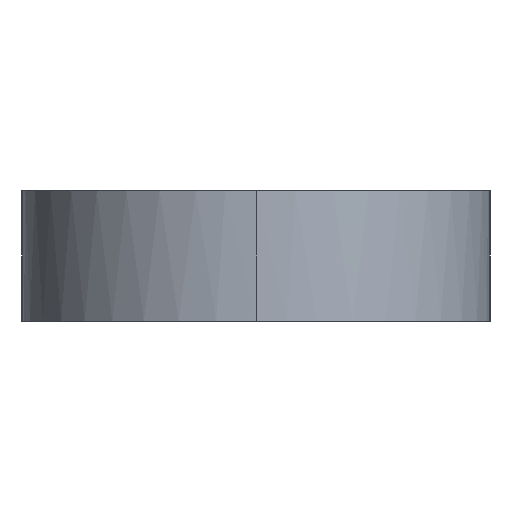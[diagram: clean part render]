
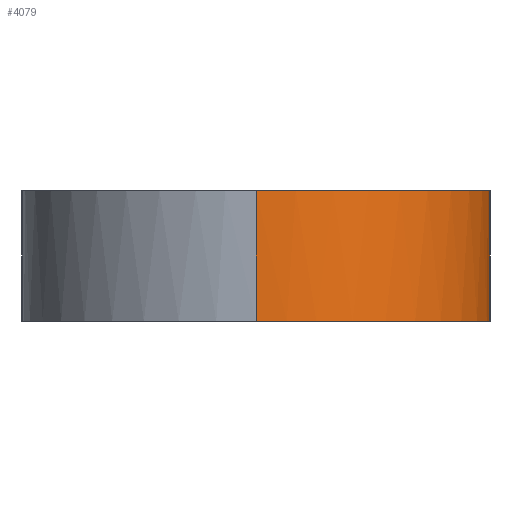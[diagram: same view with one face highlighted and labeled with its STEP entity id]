
A CAD part, left-side view. The second image highlights one B-rep face of the part: STEP entity #4079.
In plain terms, the highlighted free-form (B-spline) face has degree [3, 1] with [4, 2] control points.
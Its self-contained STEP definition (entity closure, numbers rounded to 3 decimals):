
#414=FACE_OUTER_BOUND('',#671,.T.);
#671=EDGE_LOOP('',(#3689,#3690,#3691,#3692));
#1029=LINE('',#10694,#1387);
#1030=LINE('',#10708,#1388);
#1387=VECTOR('',#4877,10.);
#1388=VECTOR('',#4878,10.);
#1597=B_SPLINE_CURVE_WITH_KNOTS('',3,(#10591,#10592,#10593,#10594),
 .UNSPECIFIED.,.F.,.F.,(4,4),(-14.,-13.),.UNSPECIFIED.);
#1603=B_SPLINE_CURVE_WITH_KNOTS('',3,(#10704,#10705,#10706,#10707),
 .UNSPECIFIED.,.F.,.F.,(4,4),(13.,14.),.UNSPECIFIED.);
#1972=VERTEX_POINT('',#10588);
#1973=VERTEX_POINT('',#10590);
#1987=VERTEX_POINT('',#10692);
#1988=VERTEX_POINT('',#10703);
#2535=EDGE_CURVE('',#1972,#1973,#1597,.T.);
#2564=EDGE_CURVE('',#1972,#1987,#1029,.T.);
#2565=EDGE_CURVE('',#1988,#1987,#1603,.T.);
#2566=EDGE_CURVE('',#1973,#1988,#1030,.T.);
#3689=ORIENTED_EDGE('',*,*,#2564,.T.);
#3690=ORIENTED_EDGE('',*,*,#2565,.F.);
#3691=ORIENTED_EDGE('',*,*,#2566,.F.);
#3692=ORIENTED_EDGE('',*,*,#2535,.F.);
#3861=B_SPLINE_SURFACE_WITH_KNOTS('',3,1,((#10695,#10696),(#10697,#10698),
(#10699,#10700),(#10701,#10702)),.UNSPECIFIED.,.F.,.F.,.F.,(4,4),(2,2),
(13.,14.),(-0.51,0.51),.UNSPECIFIED.);
#4079=ADVANCED_FACE('',(#414),#3861,.T.);
#4877=DIRECTION('',(0.,0.,1.));
#4878=DIRECTION('',(0.,0.,1.));
#10588=CARTESIAN_POINT('',(1691.486,-5946.919,-5.1));
#10590=CARTESIAN_POINT('',(1673.223,-5928.657,-5.1));
#10591=CARTESIAN_POINT('Ctrl Pts',(1691.486,-5946.919,-5.1));
#10592=CARTESIAN_POINT('Ctrl Pts',(1681.4,-5946.919,-5.1));
#10593=CARTESIAN_POINT('Ctrl Pts',(1673.223,-5938.742,-5.1));
#10594=CARTESIAN_POINT('Ctrl Pts',(1673.223,-5928.657,-5.1));
#10692=CARTESIAN_POINT('',(1691.486,-5946.919,5.1));
#10694=CARTESIAN_POINT('',(1691.486,-5946.919,0.));
#10695=CARTESIAN_POINT('Ctrl Pts',(1673.223,-5928.657,-5.1));
#10696=CARTESIAN_POINT('Ctrl Pts',(1673.223,-5928.657,5.1));
#10697=CARTESIAN_POINT('Ctrl Pts',(1673.223,-5938.742,-5.1));
#10698=CARTESIAN_POINT('Ctrl Pts',(1673.223,-5938.742,5.1));
#10699=CARTESIAN_POINT('Ctrl Pts',(1681.4,-5946.919,-5.1));
#10700=CARTESIAN_POINT('Ctrl Pts',(1681.4,-5946.919,5.1));
#10701=CARTESIAN_POINT('Ctrl Pts',(1691.486,-5946.919,-5.1));
#10702=CARTESIAN_POINT('Ctrl Pts',(1691.486,-5946.919,5.1));
#10703=CARTESIAN_POINT('',(1673.223,-5928.657,5.1));
#10704=CARTESIAN_POINT('Ctrl Pts',(1673.223,-5928.657,5.1));
#10705=CARTESIAN_POINT('Ctrl Pts',(1673.223,-5938.742,5.1));
#10706=CARTESIAN_POINT('Ctrl Pts',(1681.4,-5946.919,5.1));
#10707=CARTESIAN_POINT('Ctrl Pts',(1691.486,-5946.919,5.1));
#10708=CARTESIAN_POINT('',(1673.223,-5928.657,0.));
